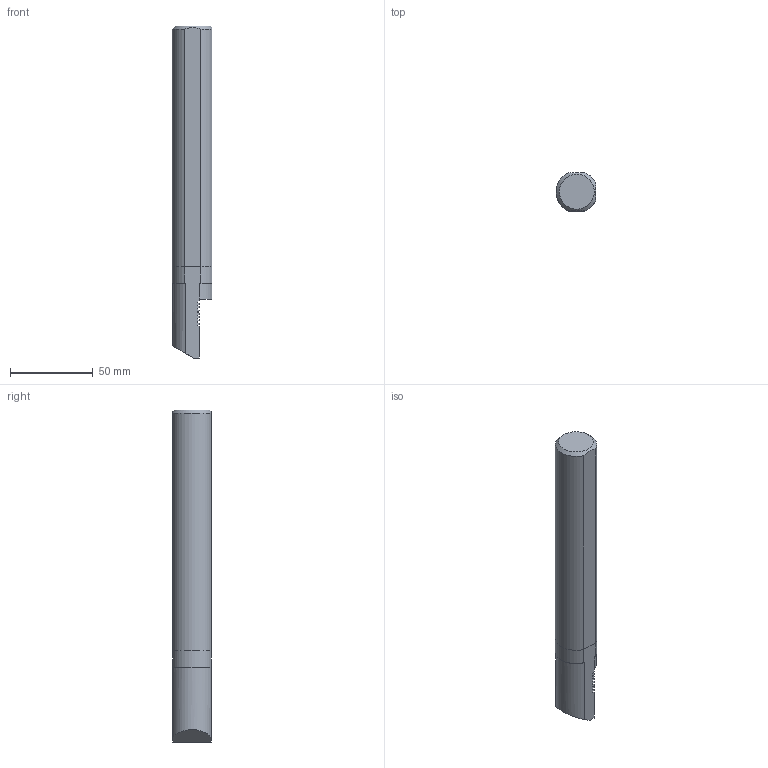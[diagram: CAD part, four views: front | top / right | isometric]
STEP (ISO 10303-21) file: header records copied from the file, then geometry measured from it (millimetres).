
FILE_DESCRIPTION(/* description */ (''),/* implementation_level */ '2;1');
FILE_NAME(/* name */ 'A25R-FL-V21.stp',/* time_stamp */ '2018-04-11T16:02:53+06:00',/* author */ (''),/* organization */ (''),/* preprocessor_version */ 'ST-DEVELOPER v16',/* originating_system */ 'SIEMENS PLM Software NX 11.0',/* authorisation */ '');
FILE_SCHEMA (('AUTOMOTIVE_DESIGN { 1 0 10303 214 3 1 1 1 }'));
Length unit declared in the file: millimetre
Products named in the file (1): A25R-FL-V21
Bounding box: 23.98 x 22.98 x 200 mm (x, y, z)
Volume: 87134.8 mm3; surface area: 17168.1 mm2
Topology: 2 solids, 2 shells, 280 faces, 786 edges, 523 vertices
Faces by surface type: plane 189, cone 55, cylinder 36
Entity records: 9214 total; most frequent: CARTESIAN_POINT 2160, ORIENTED_EDGE 1568, DIRECTION 1272, EDGE_CURVE 784, LINE 558, VECTOR 558, VERTEX_POINT 522, AXIS2_PLACEMENT_3D 357
